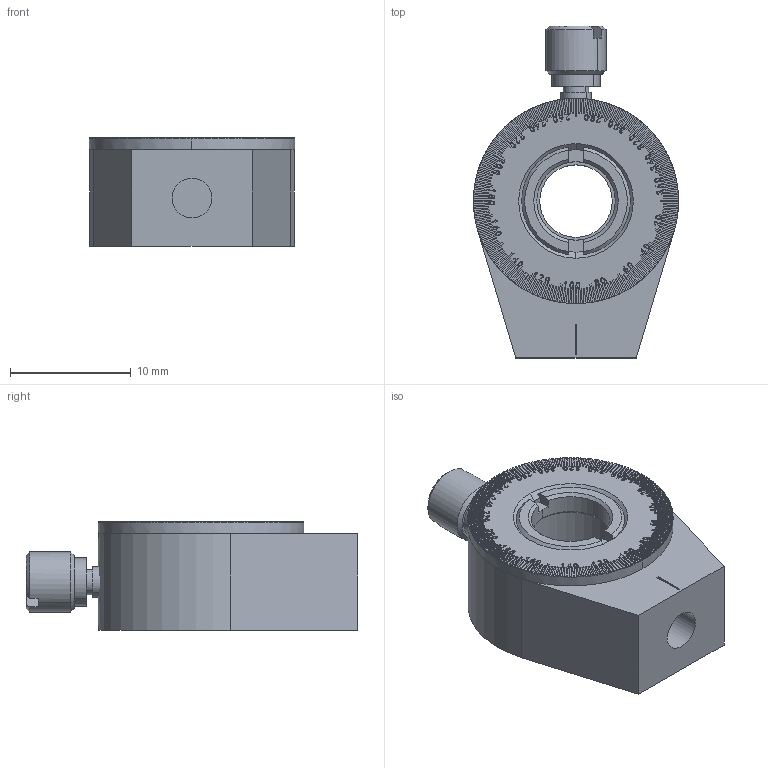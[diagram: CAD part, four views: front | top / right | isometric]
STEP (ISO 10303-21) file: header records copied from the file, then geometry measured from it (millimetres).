
FILE_DESCRIPTION (( 'STEP AP203' ), '1' );
FILE_NAME ('1.3.4.9_ZZX-M8_φ8mm旋转透镜安装座，带M9x0.5内螺纹，带卡环，M4螺孔.STEP', '2024-04-13T08:37:18', ( '' ), ( '' ), 'SwSTEP 2.0', 'SolidWorks 2021', '' );
FILE_SCHEMA (( 'CONFIG_CONTROL_DESIGN' ));
Length unit declared in the file: millimetre
Products named in the file (5): 1.3.4.9_ZZX-M8_φ8mm旋转透镜安装座，带M9x0.5内螺纹，带卡环，M4螺孔; 珨极宒忒禳蹟佪_M2.5X4; ZFK透镜卡环压圈_1.8.5.9-ZFK-K8; 1.3.4.9.2，φ8mm旋转透镜安装座刻度盘，带M9x0.5内螺纹，A; 1.3.4.9.1，8φmm旋转透镜安装座镜架，M4螺孔，A
Assembly tree (4 placements, depth 2):
  1.3.4.9_ZZX-M8_φ8mm旋转透镜安装座，带M9x0.5内螺纹，带卡环，M4螺孔
    1.3.4.9.1，8φmm旋转透镜安装座镜架，M4螺孔，A
    1.3.4.9.2，φ8mm旋转透镜安装座刻度盘，带M9x0.5内螺纹，A
    ZFK透镜卡环压圈_1.8.5.9-ZFK-K8
    珨极宒忒禳蹟佪_M2.5X4
Bounding box: 17 x 27.5 x 9 mm (x, y, z)
Volume: 2054.1 mm3; surface area: 2651.1 mm2
Topology: 4 solids, 4 shells, 1248 faces, 3475 edges, 2311 vertices
Faces by surface type: plane 992, bspline 195, cylinder 37, cone 24
Entity records: 63301 total; most frequent: CARTESIAN_POINT 31642, ORIENTED_EDGE 6950, DIRECTION 5650, EDGE_CURVE 3475, LINE 2596, VECTOR 2596, VERTEX_POINT 2311, AXIS2_PLACEMENT_3D 1527
